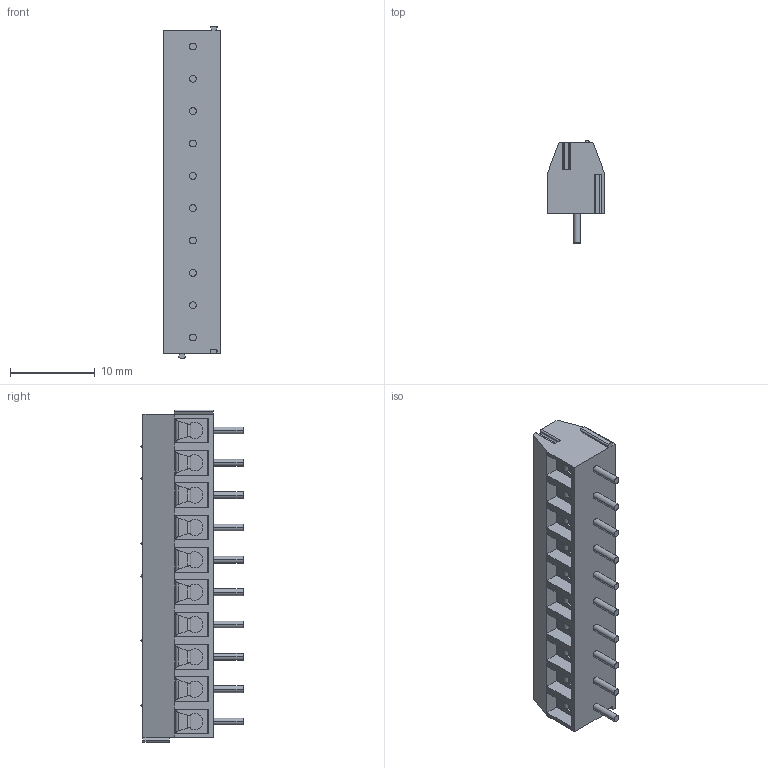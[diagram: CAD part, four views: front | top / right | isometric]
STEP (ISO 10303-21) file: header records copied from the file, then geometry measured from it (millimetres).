
FILE_DESCRIPTION((''),'2;1');
FILE_NAME('PRT0001','2025-04-06T',('sj'),(''),'PRO/ENGINEER BY PARAMETRIC TECHNOLOGY CORPORATION, 2013240','PRO/ENGINEER BY PARAMETRIC TECHNOLOGY CORPORATION, 2013240','');
FILE_SCHEMA(('AUTOMOTIVE_DESIGN_CC2 { 1 2 10303 214 -1 1 5 2 }'));
Length unit declared in the file: millimetre
Products named in the file (1): PRT0001
Bounding box: 6.8 x 12.05 x 39.1 mm (x, y, z)
Volume: 1737.3 mm3; surface area: 1704.8 mm2
Topology: 1 solids, 1 shells, 468 faces, 1228 edges, 786 vertices
Faces by surface type: plane 264, cylinder 172, torus 20, sphere 12
Entity records: 14766 total; most frequent: CARTESIAN_POINT 3260, ORIENTED_EDGE 2432, DIRECTION 2320, EDGE_CURVE 1216, AXIS2_PLACEMENT_3D 796, VERTEX_POINT 786, VECTOR 728, LINE 728
